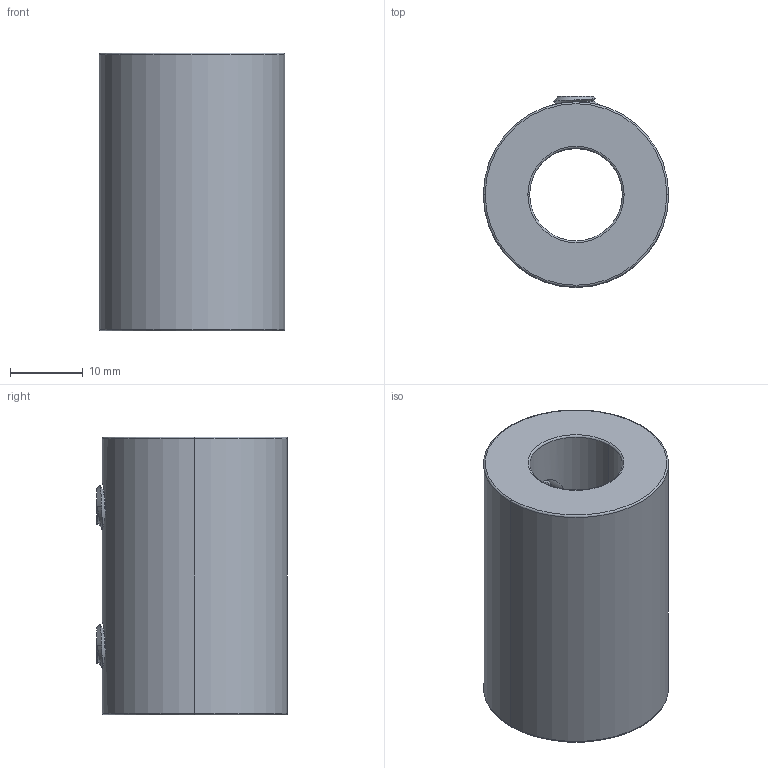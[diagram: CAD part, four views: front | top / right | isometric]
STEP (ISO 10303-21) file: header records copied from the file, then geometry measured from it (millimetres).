
FILE_DESCRIPTION (( 'STEP AP203' ), '1' );
FILE_NAME ('6412K14.step', '2013-07-22T18:46:54', ( '' ), ( '' ), 'SwSTEP 2.0', 'SolidWorks 2010', '' );
FILE_SCHEMA (( 'CONFIG_CONTROL_DESIGN' ));
Length unit declared in the file: inch
Products named in the file (1): 6412K14
Bounding box: 25.4 x 26.16 x 38.1 mm (x, y, z)
Volume: 14307.3 mm3; surface area: 5934.2 mm2
Topology: 3 solids, 3 shells, 92 faces, 214 edges, 128 vertices
Faces by surface type: cone 28, cylinder 26, plane 20, bspline 10, torus 8
Entity records: 5049 total; most frequent: CARTESIAN_POINT 3119, ORIENTED_EDGE 420, DIRECTION 334, EDGE_CURVE 210, AXIS2_PLACEMENT_3D 137, VERTEX_POINT 128, EDGE_LOOP 102, FACE_OUTER_BOUND 92
